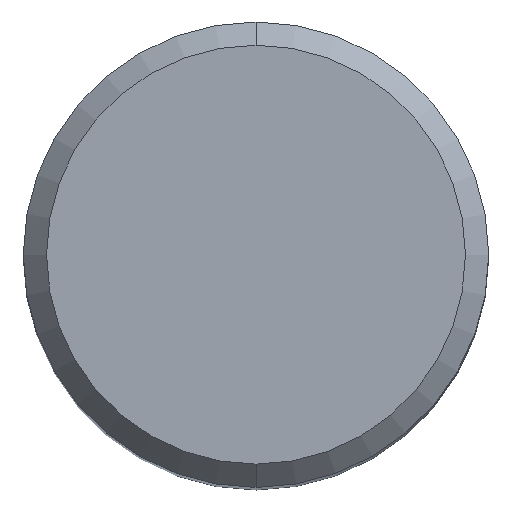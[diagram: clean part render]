
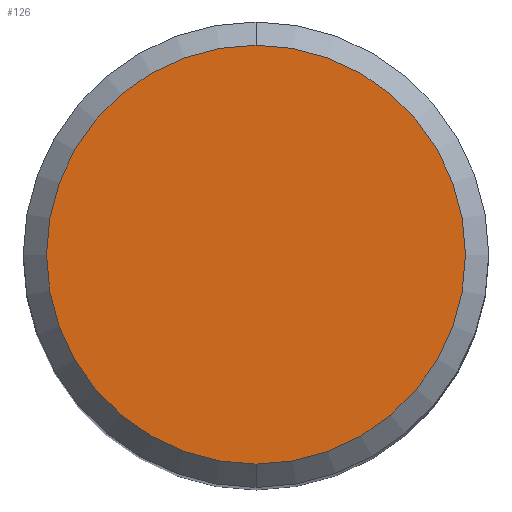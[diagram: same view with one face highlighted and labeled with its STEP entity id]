
A CAD part, top view. The second image highlights one B-rep face of the part: STEP entity #126.
In plain terms, the highlighted planar face has unit normal (0, 0, 1).
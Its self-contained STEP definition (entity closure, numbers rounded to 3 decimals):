
#126=ADVANCED_FACE('',(#296),#297,.T.);
#132=VERTEX_POINT('',#303);
#134=EDGE_CURVE('',#132,#164,#305,.T.);
#162=EDGE_CURVE('',#164,#132,#336,.T.);
#164=VERTEX_POINT('',#338);
#296=FACE_OUTER_BOUND('',#475,.T.);
#297=PLANE('',#476);
#303=CARTESIAN_POINT('',(0.0,5.4,0.));
#305=CIRCLE('',#485,5.4);
#336=CIRCLE('',#528,5.4);
#338=CARTESIAN_POINT('',(0.,-5.4,0.));
#475=EDGE_LOOP('',(#698,#699));
#476=AXIS2_PLACEMENT_3D('',#700,#701,#702);
#485=AXIS2_PLACEMENT_3D('',#703,#704,#705);
#528=AXIS2_PLACEMENT_3D('',#738,#739,#740);
#698=ORIENTED_EDGE('',*,*,#134,.F.);
#699=ORIENTED_EDGE('',*,*,#162,.F.);
#700=CARTESIAN_POINT('',(0.0,2.7,0.));
#701=DIRECTION('',(-0.0,0.0,1.0));
#702=DIRECTION('',(0.0,-1.0,0.0));
#703=CARTESIAN_POINT('',(0.0,0.0,0.));
#704=DIRECTION('',(0.0,0.0,-1.0));
#705=DIRECTION('',(0.0,1.0,0.0));
#738=CARTESIAN_POINT('',(0.0,0.0,0.));
#739=DIRECTION('',(0.0,0.0,-1.0));
#740=DIRECTION('',(0.0,1.0,0.0));
